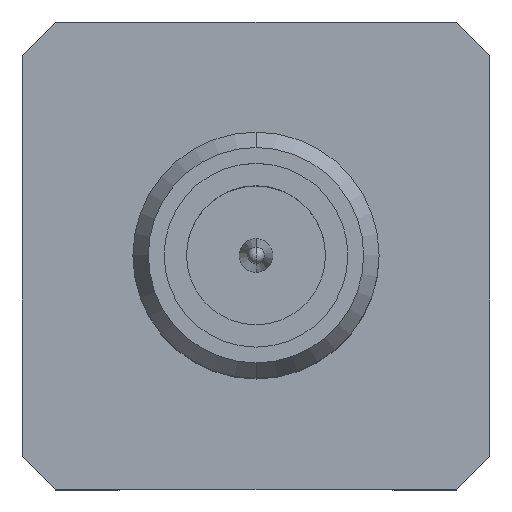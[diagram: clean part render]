
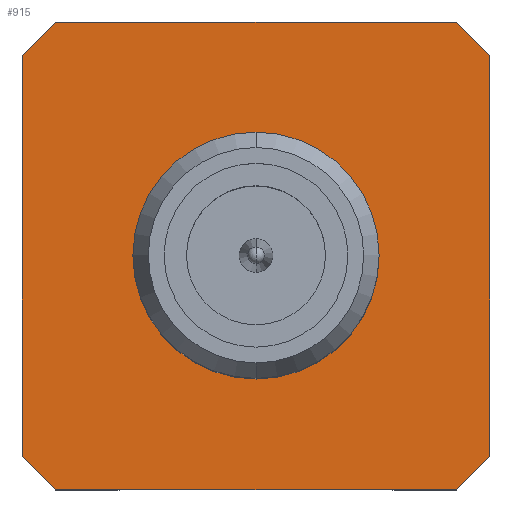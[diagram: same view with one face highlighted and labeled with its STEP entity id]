
A CAD part, top view. The second image highlights one B-rep face of the part: STEP entity #915.
In plain terms, the highlighted planar face has unit normal (0, 0, 1).
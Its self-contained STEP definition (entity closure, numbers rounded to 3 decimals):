
#13=CARTESIAN_POINT('',(0.,0.,-5.8));
#14=DIRECTION('',(0.,0.,1.));
#15=DIRECTION('',(0.,1.,0.));
#16=AXIS2_PLACEMENT_3D('',#13,#14,#15);
#18=DIRECTION('',(0.707,-0.707,0.));
#19=VECTOR('',#18,0.707);
#20=CARTESIAN_POINT('',(-3.5,-3.,-5.8));
#21=LINE('',#20,#19);
#22=DIRECTION('',(0.,1.,0.));
#23=VECTOR('',#22,6.);
#24=CARTESIAN_POINT('',(-3.5,-3.,-5.8));
#25=LINE('',#24,#23);
#26=DIRECTION('',(-0.707,-0.707,0.));
#27=VECTOR('',#26,0.707);
#28=CARTESIAN_POINT('',(-3.,3.5,-5.8));
#29=LINE('',#28,#27);
#30=DIRECTION('',(1.,0.,0.));
#31=VECTOR('',#30,6.);
#32=CARTESIAN_POINT('',(-3.,3.5,-5.8));
#33=LINE('',#32,#31);
#34=DIRECTION('',(-0.707,0.707,0.));
#35=VECTOR('',#34,0.707);
#36=CARTESIAN_POINT('',(3.5,3.,-5.8));
#37=LINE('',#36,#35);
#38=DIRECTION('',(0.,-1.,0.));
#39=VECTOR('',#38,6.);
#40=CARTESIAN_POINT('',(3.5,3.,-5.8));
#41=LINE('',#40,#39);
#42=DIRECTION('',(0.707,0.707,0.));
#43=VECTOR('',#42,0.707);
#44=CARTESIAN_POINT('',(3.,-3.5,-5.8));
#45=LINE('',#44,#43);
#46=DIRECTION('',(-1.,0.,0.));
#47=VECTOR('',#46,6.);
#48=CARTESIAN_POINT('',(3.,-3.5,-5.8));
#49=LINE('',#48,#47);
#50=CARTESIAN_POINT('',(0.,0.,-5.8));
#51=DIRECTION('',(0.,0.,1.));
#52=DIRECTION('',(0.,-1.,0.));
#53=AXIS2_PLACEMENT_3D('',#50,#51,#52);
#697=CARTESIAN_POINT('',(0.,1.843,-5.8));
#698=CARTESIAN_POINT('',(0.,-1.843,-5.8));
#699=VERTEX_POINT('',#697);
#700=VERTEX_POINT('',#698);
#701=CARTESIAN_POINT('',(-3.5,-3.,-5.8));
#702=CARTESIAN_POINT('',(-3.,-3.5,-5.8));
#703=VERTEX_POINT('',#701);
#704=VERTEX_POINT('',#702);
#709=CARTESIAN_POINT('',(3.,-3.5,-5.8));
#710=CARTESIAN_POINT('',(3.5,-3.,-5.8));
#711=VERTEX_POINT('',#709);
#712=VERTEX_POINT('',#710);
#717=CARTESIAN_POINT('',(3.5,3.,-5.8));
#718=CARTESIAN_POINT('',(3.,3.5,-5.8));
#719=VERTEX_POINT('',#717);
#720=VERTEX_POINT('',#718);
#725=CARTESIAN_POINT('',(-3.,3.5,-5.8));
#726=CARTESIAN_POINT('',(-3.5,3.,-5.8));
#727=VERTEX_POINT('',#725);
#728=VERTEX_POINT('',#726);
#887=CARTESIAN_POINT('',(0.,0.,-5.8));
#888=DIRECTION('',(0.,0.,-1.));
#889=DIRECTION('',(0.,-1.,0.));
#890=AXIS2_PLACEMENT_3D('',#887,#888,#889);
#891=PLANE('',#890);
#893=ORIENTED_EDGE('',*,*,#892,.F.);
#895=ORIENTED_EDGE('',*,*,#894,.T.);
#897=ORIENTED_EDGE('',*,*,#896,.F.);
#899=ORIENTED_EDGE('',*,*,#898,.T.);
#901=ORIENTED_EDGE('',*,*,#900,.F.);
#903=ORIENTED_EDGE('',*,*,#902,.T.);
#905=ORIENTED_EDGE('',*,*,#904,.F.);
#907=ORIENTED_EDGE('',*,*,#906,.T.);
#908=EDGE_LOOP('',(#893,#895,#897,#899,#901,#903,#905,#907));
#909=FACE_OUTER_BOUND('',#908,.F.);
#910=ORIENTED_EDGE('',*,*,#876,.T.);
#912=ORIENTED_EDGE('',*,*,#911,.T.);
#913=EDGE_LOOP('',(#910,#912));
#914=FACE_BOUND('',#913,.F.);
#17=CIRCLE('',#16,1.843);
#54=CIRCLE('',#53,1.843);
#876=EDGE_CURVE('',#699,#700,#17,.T.);
#892=EDGE_CURVE('',#703,#704,#21,.T.);
#894=EDGE_CURVE('',#703,#728,#25,.T.);
#896=EDGE_CURVE('',#727,#728,#29,.T.);
#898=EDGE_CURVE('',#727,#720,#33,.T.);
#900=EDGE_CURVE('',#719,#720,#37,.T.);
#902=EDGE_CURVE('',#719,#712,#41,.T.);
#904=EDGE_CURVE('',#711,#712,#45,.T.);
#906=EDGE_CURVE('',#711,#704,#49,.T.);
#911=EDGE_CURVE('',#700,#699,#54,.T.);
#915=ADVANCED_FACE('',(#909,#914),#891,.F.);
